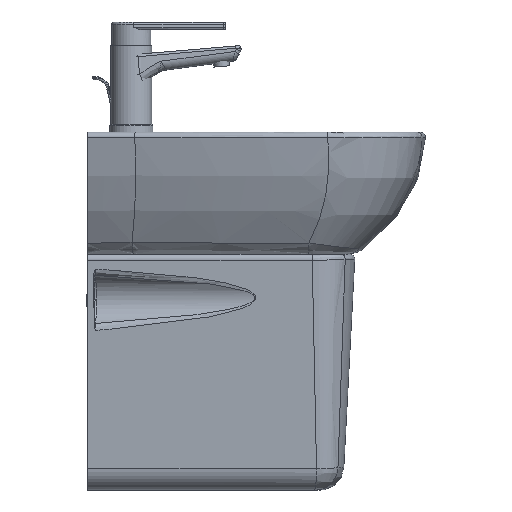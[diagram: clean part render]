
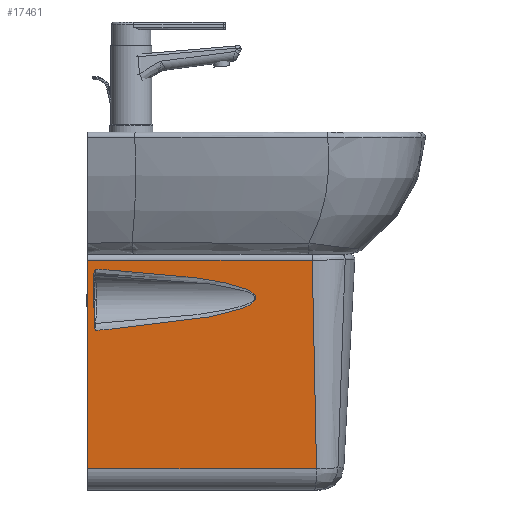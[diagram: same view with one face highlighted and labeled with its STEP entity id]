
A CAD part, left-side view. The second image highlights one B-rep face of the part: STEP entity #17461.
In plain terms, the highlighted planar face has unit normal (-0.992, -0.086, -0.098).
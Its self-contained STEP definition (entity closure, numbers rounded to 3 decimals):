
#17358=CARTESIAN_POINT('',(-84.519,279.317,0.0));
#17359=DIRECTION('',(-0.991,-0.086,-0.098));
#17360=DIRECTION('',(-0.098,0.0,0.995));
#17361=AXIS2_PLACEMENT_3D('',#17358,#17359,#17360);
#17362=PLANE('',#17361);
#17363=CARTESIAN_POINT('',(-111.862,262.309,292.316));
#17364=VERTEX_POINT('',#17363);
#17365=CARTESIAN_POINT('',(-85.707,262.317,27.067));
#17366=VERTEX_POINT('',#17365);
#17367=CARTESIAN_POINT('',(-111.862,262.309,292.316));
#17368=DIRECTION('',(0.098,0.,-0.995));
#17369=VECTOR('',#17368,266.535);
#17370=LINE('',#17367,#17369);
#17371=EDGE_CURVE('',#17364,#17366,#17370,.T.);
#17372=ORIENTED_EDGE('',*,*,#17371,.T.);
#17373=CARTESIAN_POINT('',(-60.344,-28.635,27.067));
#17374=VERTEX_POINT('',#17373);
#17375=CARTESIAN_POINT('',(-60.344,-28.635,27.067));
#17376=DIRECTION('',(-0.087,0.996,0.));
#17377=VECTOR('',#17376,292.055);
#17378=LINE('',#17375,#17377);
#17379=EDGE_CURVE('',#17374,#17366,#17378,.T.);
#17380=ORIENTED_EDGE('',*,*,#17379,.F.);
#17381=CARTESIAN_POINT('',(-86.974,-23.205,292.316));
#17382=VERTEX_POINT('',#17381);
#17383=CARTESIAN_POINT('',(-60.344,-28.635,27.067));
#17384=CARTESIAN_POINT('',(-69.221,-26.825,115.483));
#17385=CARTESIAN_POINT('',(-78.098,-25.015,203.899));
#17386=CARTESIAN_POINT('',(-86.974,-23.205,292.316));
#17387=B_SPLINE_CURVE_WITH_KNOTS('',3,(#17383,#17384,#17385,#17386),.UNSPECIFIED.,.F.,.U.,(4,4),(0.09,0.974),.UNSPECIFIED.);
#17388=EDGE_CURVE('',#17374,#17382,#17387,.T.);
#17389=ORIENTED_EDGE('',*,*,#17388,.T.);
#17390=CARTESIAN_POINT('',(-111.862,262.309,292.316));
#17391=DIRECTION('',(0.087,-0.996,0.0));
#17392=VECTOR('',#17391,286.597);
#17393=LINE('',#17390,#17392);
#17394=EDGE_CURVE('',#17364,#17382,#17393,.T.);
#17395=ORIENTED_EDGE('',*,*,#17394,.F.);
#17396=EDGE_LOOP('',(#17372,#17380,#17389,#17395));
#17397=FACE_OUTER_BOUND('',#17396,.T.);
#17398=CARTESIAN_POINT('',(-109.426,254.394,274.602));
#17399=VERTEX_POINT('',#17398);
#17400=CARTESIAN_POINT('',(-102.938,254.17,209.014));
#17401=VERTEX_POINT('',#17400);
#17402=CARTESIAN_POINT('',(-109.426,254.394,274.602));
#17403=DIRECTION('',(0.098,-0.003,-0.995));
#17404=VECTOR('',#17403,65.908);
#17405=LINE('',#17402,#17404);
#17406=EDGE_CURVE('',#17399,#17401,#17405,.T.);
#17407=ORIENTED_EDGE('',*,*,#17406,.F.);
#17408=CARTESIAN_POINT('',(-109.863,252.649,280.583));
#17409=VERTEX_POINT('',#17408);
#17410=CARTESIAN_POINT('',(-109.863,252.649,280.583));
#17411=CARTESIAN_POINT('',(-109.863,252.651,280.579));
#17412=CARTESIAN_POINT('',(-109.863,252.653,280.575));
#17413=CARTESIAN_POINT('',(-109.798,253.174,279.454));
#17414=CARTESIAN_POINT('',(-109.728,253.679,278.299));
#17415=CARTESIAN_POINT('',(-109.588,254.211,276.41));
#17416=CARTESIAN_POINT('',(-109.517,254.397,275.523));
#17417=CARTESIAN_POINT('',(-109.426,254.394,274.602));
#17418=B_SPLINE_CURVE_WITH_KNOTS('',3,(#17410,#17411,#17412,#17413,#17414,#17415,#17416,#17417),.UNSPECIFIED.,.F.,.U.,(4,2,2,4),(-0.001,0.0,0.37,0.592),.UNSPECIFIED.);
#17419=EDGE_CURVE('',#17409,#17399,#17418,.T.);
#17420=ORIENTED_EDGE('',*,*,#17419,.F.);
#17421=CARTESIAN_POINT('',(-108.057,233.027,279.61));
#17422=VERTEX_POINT('',#17421);
#17423=CARTESIAN_POINT('',(-119.079,404.258,240.02));
#17424=DIRECTION('',(-0.991,-0.086,-0.098));
#17425=DIRECTION('',(0.086,-0.996,0.012));
#17426=AXIS2_PLACEMENT_3D('',#17423,#17424,#17425);
#17427=ELLIPSE('',#17426,356.886,43.061);
#17428=EDGE_CURVE('',#17422,#17409,#17427,.T.);
#17429=ORIENTED_EDGE('',*,*,#17428,.F.);
#17430=CARTESIAN_POINT('',(-100.701,233.668,204.447));
#17431=VERTEX_POINT('',#17430);
#17432=CARTESIAN_POINT('',(-119.079,404.258,240.02));
#17433=DIRECTION('',(-0.991,-0.086,-0.098));
#17434=DIRECTION('',(0.086,-0.996,0.012));
#17435=AXIS2_PLACEMENT_3D('',#17432,#17433,#17434);
#17436=ELLIPSE('',#17435,356.886,43.061);
#17437=EDGE_CURVE('',#17431,#17422,#17436,.T.);
#17438=ORIENTED_EDGE('',*,*,#17437,.F.);
#17439=CARTESIAN_POINT('',(-102.197,252.384,203.076));
#17440=VERTEX_POINT('',#17439);
#17441=CARTESIAN_POINT('',(-119.079,404.258,240.02));
#17442=DIRECTION('',(-0.991,-0.086,-0.098));
#17443=DIRECTION('',(0.086,-0.996,0.012));
#17444=AXIS2_PLACEMENT_3D('',#17441,#17442,#17443);
#17445=ELLIPSE('',#17444,356.886,43.061);
#17446=EDGE_CURVE('',#17440,#17431,#17445,.T.);
#17447=ORIENTED_EDGE('',*,*,#17446,.F.);
#17448=CARTESIAN_POINT('',(-102.938,254.17,209.014));
#17449=CARTESIAN_POINT('',(-102.847,254.166,208.094));
#17450=CARTESIAN_POINT('',(-102.744,253.974,207.211));
#17451=CARTESIAN_POINT('',(-102.511,253.429,205.335));
#17452=CARTESIAN_POINT('',(-102.354,252.917,204.193));
#17453=CARTESIAN_POINT('',(-102.198,252.388,203.084));
#17454=CARTESIAN_POINT('',(-102.198,252.386,203.08));
#17455=CARTESIAN_POINT('',(-102.197,252.384,203.076));
#17456=B_SPLINE_CURVE_WITH_KNOTS('',3,(#17448,#17449,#17450,#17451,#17452,#17453,#17454,#17455),.UNSPECIFIED.,.F.,.U.,(4,2,2,4),(0.0,0.277,0.741,0.743),.UNSPECIFIED.);
#17457=EDGE_CURVE('',#17401,#17440,#17456,.T.);
#17458=ORIENTED_EDGE('',*,*,#17457,.F.);
#17459=EDGE_LOOP('',(#17407,#17420,#17429,#17438,#17447,#17458));
#17460=FACE_BOUND('',#17459,.T.);
#17461=ADVANCED_FACE('',(#17397,#17460),#17362,.T.);
